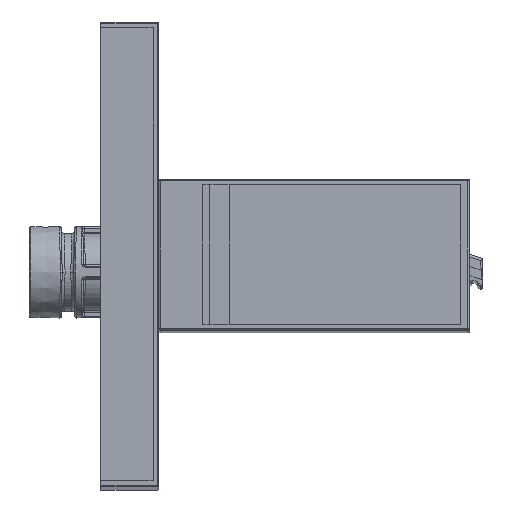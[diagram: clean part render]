
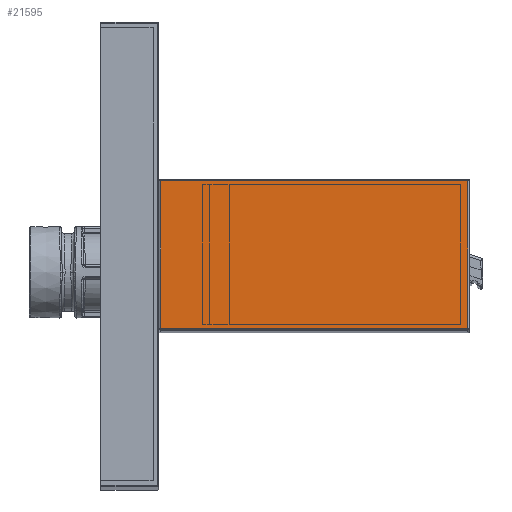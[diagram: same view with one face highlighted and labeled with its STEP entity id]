
A CAD part, top view. The second image highlights one B-rep face of the part: STEP entity #21595.
In plain terms, the highlighted face is planar.
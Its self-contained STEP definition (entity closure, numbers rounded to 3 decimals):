
#481=PLANE('',#23942);
#1612=LINE('',#46275,#2622);
#1613=LINE('',#46278,#2623);
#1614=LINE('',#46280,#2624);
#1615=LINE('',#46282,#2625);
#2622=VECTOR('',#29496,1000.);
#2623=VECTOR('',#29497,1000.);
#2624=VECTOR('',#29498,1000.);
#2625=VECTOR('',#29499,1000.);
#10808=ORIENTED_EDGE('',*,*,#14081,.T.);
#10809=ORIENTED_EDGE('',*,*,#14082,.T.);
#10810=ORIENTED_EDGE('',*,*,#14083,.T.);
#10811=ORIENTED_EDGE('',*,*,#14084,.T.);
#14081=EDGE_CURVE('',#16003,#16004,#1612,.F.);
#14082=EDGE_CURVE('',#16004,#16005,#1613,.T.);
#14083=EDGE_CURVE('',#16005,#16006,#1614,.T.);
#14084=EDGE_CURVE('',#16006,#16003,#1615,.F.);
#16003=VERTEX_POINT('',#46276);
#16004=VERTEX_POINT('',#46277);
#16005=VERTEX_POINT('',#46279);
#16006=VERTEX_POINT('',#46281);
#18601=EDGE_LOOP('',(#10808,#10809,#10810,#10811));
#20114=FACE_BOUND('',#18601,.T.);
#21595=ADVANCED_FACE('',(#20114),#481,.T.);
#23942=AXIS2_PLACEMENT_3D('',#46274,#29494,#29495);
#29494=DIRECTION('',(-1.,0.,0.));
#29495=DIRECTION('',(0.,0.,1.));
#29496=DIRECTION('',(0.,1.,0.));
#29497=DIRECTION('',(0.,0.,1.));
#29498=DIRECTION('',(0.,1.,0.));
#29499=DIRECTION('',(0.,0.,1.));
#46274=CARTESIAN_POINT('',(-146.,-13.,-26.75));
#46275=CARTESIAN_POINT('',(-146.,-13.,-26.45));
#46276=CARTESIAN_POINT('',(-146.,12.7,-26.45));
#46277=CARTESIAN_POINT('',(-146.,-12.7,-26.45));
#46278=CARTESIAN_POINT('',(-146.,-12.7,26.75));
#46279=CARTESIAN_POINT('',(-146.,-12.7,26.45));
#46280=CARTESIAN_POINT('',(-146.,-13.,26.45));
#46281=CARTESIAN_POINT('',(-146.,12.7,26.45));
#46282=CARTESIAN_POINT('',(-146.,12.7,-26.75));
